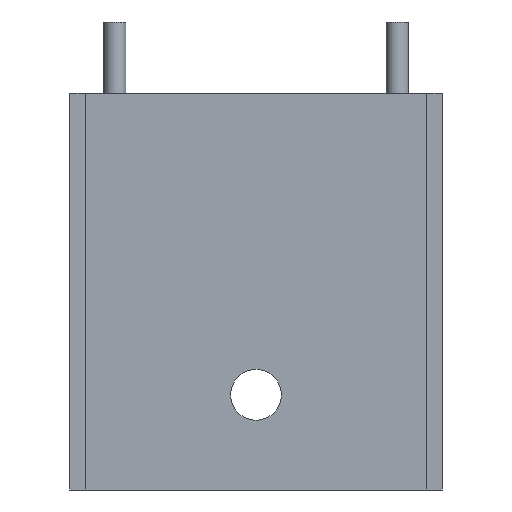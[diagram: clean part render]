
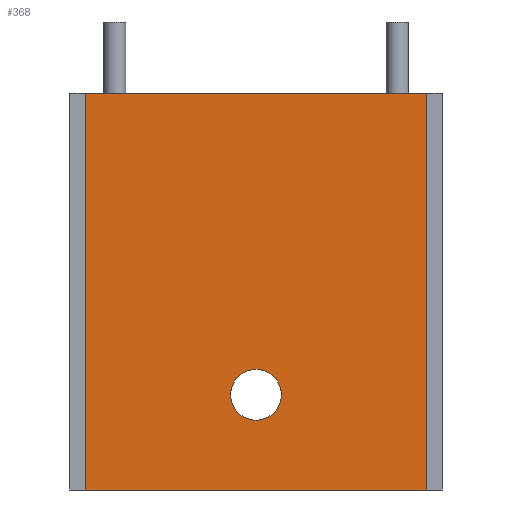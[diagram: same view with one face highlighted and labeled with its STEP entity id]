
A CAD part, front view. The second image highlights one B-rep face of the part: STEP entity #368.
In plain terms, the highlighted planar face has unit normal (0, -1, 0).
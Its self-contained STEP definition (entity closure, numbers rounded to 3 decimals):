
#13 = VERTEX_POINT ( 'NONE', #159 ) ;
#15 = CARTESIAN_POINT ( 'NONE',  ( -10.75, -1.5, 0. ) ) ;
#25 = LINE ( 'NONE', #481, #247 ) ;
#28 = DIRECTION ( 'NONE',  ( 1., 0., 0. ) ) ;
#48 = EDGE_CURVE ( 'NONE', #13, #165, #358, .T. ) ;
#62 = ORIENTED_EDGE ( 'NONE', *, *, #469, .T. ) ;
#71 = CARTESIAN_POINT ( 'NONE',  ( -1.6, -1.5, 6. ) ) ;
#72 = AXIS2_PLACEMENT_3D ( 'NONE', #373, #196, #366 ) ;
#80 = EDGE_CURVE ( 'NONE', #391, #548, #441, .T. ) ;
#90 = VERTEX_POINT ( 'NONE', #340 ) ;
#114 = AXIS2_PLACEMENT_3D ( 'NONE', #181, #498, #447 ) ;
#121 = DIRECTION ( 'NONE',  ( 0., 0., 1. ) ) ;
#145 = FACE_BOUND ( 'NONE', #508, .T. ) ;
#154 = FACE_OUTER_BOUND ( 'NONE', #377, .T. ) ;
#159 = CARTESIAN_POINT ( 'NONE',  ( -10.75, -1.5, 25. ) ) ;
#165 = VERTEX_POINT ( 'NONE', #558 ) ;
#171 = ORIENTED_EDGE ( 'NONE', *, *, #48, .F. ) ;
#177 = EDGE_CURVE ( 'NONE', #165, #206, #25, .T. ) ;
#181 = CARTESIAN_POINT ( 'NONE',  ( -10.75, -1.5, 25. ) ) ;
#196 = DIRECTION ( 'NONE',  ( 0., 1., 0. ) ) ;
#206 = VERTEX_POINT ( 'NONE', #437 ) ;
#207 = CARTESIAN_POINT ( 'NONE',  ( -10.75, -1.5, 25. ) ) ;
#230 = LINE ( 'NONE', #412, #515 ) ;
#241 = VECTOR ( 'NONE', #28, 1000. ) ;
#247 = VECTOR ( 'NONE', #397, 1000. ) ;
#257 = CARTESIAN_POINT ( 'NONE',  ( 0., -1.5, 6. ) ) ;
#264 = ORIENTED_EDGE ( 'NONE', *, *, #490, .T. ) ;
#271 = ORIENTED_EDGE ( 'NONE', *, *, #80, .T. ) ;
#283 = CIRCLE ( 'NONE', #72, 1.6 ) ;
#293 = ORIENTED_EDGE ( 'NONE', *, *, #452, .T. ) ;
#321 = DIRECTION ( 'NONE',  ( 0., 0., -1. ) ) ;
#340 = CARTESIAN_POINT ( 'NONE',  ( -10.75, -1.5, 0. ) ) ;
#358 = LINE ( 'NONE', #207, #241 ) ;
#359 = AXIS2_PLACEMENT_3D ( 'NONE', #257, #480, #121 ) ;
#366 = DIRECTION ( 'NONE',  ( 0., 0., 1. ) ) ;
#368 = ADVANCED_FACE ( 'NONE', ( #145, #154 ), #453, .F. ) ;
#373 = CARTESIAN_POINT ( 'NONE',  ( 0., -1.5, 6. ) ) ;
#377 = EDGE_LOOP ( 'NONE', ( #62, #566, #171, #293 ) ) ;
#391 = VERTEX_POINT ( 'NONE', #410 ) ;
#397 = DIRECTION ( 'NONE',  ( 0., 0., -1. ) ) ;
#410 = CARTESIAN_POINT ( 'NONE',  ( 1.6, -1.5, 6. ) ) ;
#412 = CARTESIAN_POINT ( 'NONE',  ( -10.75, -1.5, 25. ) ) ;
#437 = CARTESIAN_POINT ( 'NONE',  ( 10.75, -1.5, 0. ) ) ;
#441 = CIRCLE ( 'NONE', #359, 1.6 ) ;
#447 = DIRECTION ( 'NONE',  ( 0., 0., 1. ) ) ;
#452 = EDGE_CURVE ( 'NONE', #13, #90, #230, .T. ) ;
#453 = PLANE ( 'NONE',  #114 ) ;
#454 = DIRECTION ( 'NONE',  ( 1., 0., 0. ) ) ;
#469 = EDGE_CURVE ( 'NONE', #90, #206, #539, .T. ) ;
#480 = DIRECTION ( 'NONE',  ( 0., 1., 0. ) ) ;
#481 = CARTESIAN_POINT ( 'NONE',  ( 10.75, -1.5, 25. ) ) ;
#490 = EDGE_CURVE ( 'NONE', #548, #391, #283, .T. ) ;
#498 = DIRECTION ( 'NONE',  ( 0., 1., 0. ) ) ;
#503 = VECTOR ( 'NONE', #454, 1000. ) ;
#508 = EDGE_LOOP ( 'NONE', ( #264, #271 ) ) ;
#515 = VECTOR ( 'NONE', #321, 1000. ) ;
#539 = LINE ( 'NONE', #15, #503 ) ;
#548 = VERTEX_POINT ( 'NONE', #71 ) ;
#558 = CARTESIAN_POINT ( 'NONE',  ( 10.75, -1.5, 25. ) ) ;
#566 = ORIENTED_EDGE ( 'NONE', *, *, #177, .F. ) ;
